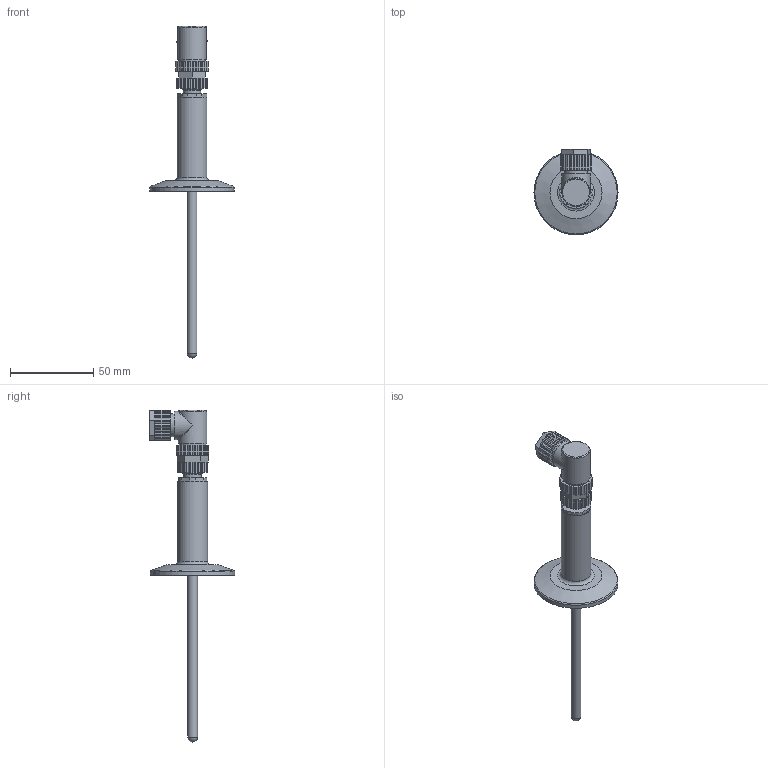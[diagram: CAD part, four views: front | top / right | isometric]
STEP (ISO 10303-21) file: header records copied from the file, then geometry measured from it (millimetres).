
FILE_DESCRIPTION(('STEP AP203'), '1');
FILE_NAME('ﾊﾓﾂﾔ.405210.003.205.ﾕ.ﾀﾕ', '', ('UNSPECIFIED'), ('UNSPECIFIED'), 'ASCON STEP Converter 1.6', 'ASCON Math Kernel', '');
FILE_SCHEMA(('CONFIG_CONTROL_DESIGN'));
Length unit declared in the file: millimetre
Assembly tree (12 placements, depth 3):
  (unnamed)
    (unnamed)
      (unnamed)
      (unnamed)
      (unnamed)
    (unnamed)
      (unnamed)
      (unnamed)
    (unnamed)
      (unnamed)
      (unnamed)
      (unnamed)
      (unnamed)
Bounding box: 50.5 x 51.17 x 199.25 mm (x, y, z)
Volume: 26049.8 mm3; surface area: 25002.2 mm2
Topology: 9 solids, 9 shells, 846 faces, 2378 edges, 1573 vertices
Faces by surface type: plane 682, cylinder 135, cone 15, torus 7, bspline 4, sphere 2, revolution 1
Full cylindrical faces by diameter (mm): 1 x4, 5 x1, 5.459 x1, 6 x1, 7 x1, 9 x3, 10.106 x1, 10.4 x1, 10.5 x1, 10.8 x1, 11 x1, 12 x1, 12.3 x1, 13 x1, 13.3 x1, 13.891 x2, 14 x1, 14.376 x1, 14.7 x1, 15.294 x2, 15.8 x2, 16 x5, 16.5 x1, 17 x2, 18 x2, 50.5 x1
Entity records: 35053 total; most frequent: CARTESIAN_POINT 5738, ORIENTED_EDGE 4620, DIRECTION 4307, EDGE_CURVE 2310, LINE 1984, VECTOR 1984, VERTEX_POINT 1571, AXIS2_PLACEMENT_3D 1161
